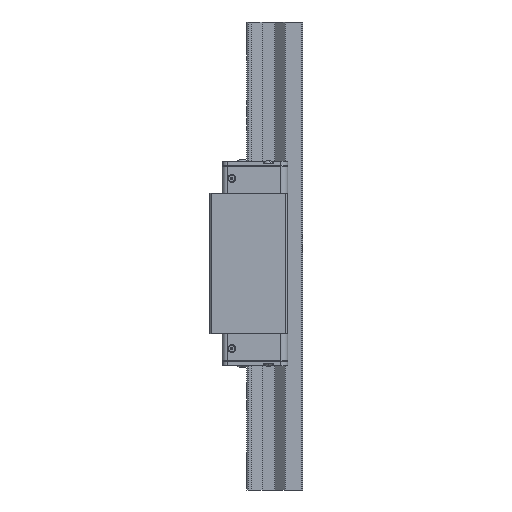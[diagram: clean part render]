
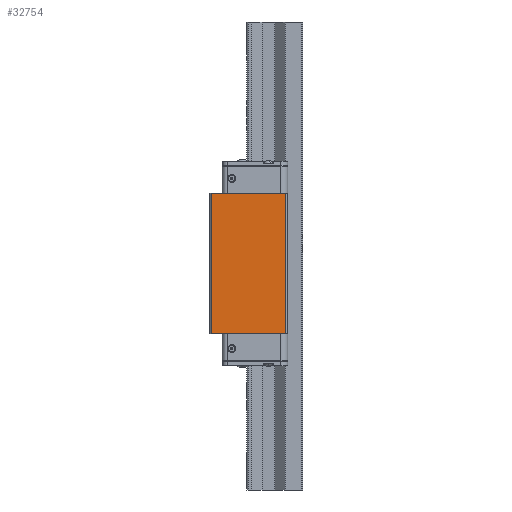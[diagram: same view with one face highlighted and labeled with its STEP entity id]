
A CAD part, left-side view. The second image highlights one B-rep face of the part: STEP entity #32754.
In plain terms, the highlighted planar face has unit normal (-1, 0, 0).
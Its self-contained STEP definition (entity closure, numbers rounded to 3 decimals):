
#1251 = ORIENTED_EDGE ( 'NONE', *, *, #5448, .T. ) ;
#2364 = ORIENTED_EDGE ( 'NONE', *, *, #26415, .T. ) ;
#3286 = CARTESIAN_POINT ( 'NONE',  ( -50., -125., 7.15 ) ) ;
#4231 = EDGE_CURVE ( 'NONE', #45621, #27848, #52752, .T. ) ;
#5354 = CARTESIAN_POINT ( 'NONE',  ( -50., -60., 7.15 ) ) ;
#5448 = EDGE_CURVE ( 'NONE', #41670, #40172, #14874, .T. ) ;
#5851 = LINE ( 'NONE', #23114, #26964 ) ;
#10424 = EDGE_CURVE ( 'NONE', #45621, #41670, #12697, .T. ) ;
#10539 = EDGE_LOOP ( 'NONE', ( #51248, #38918, #1251, #2364 ) ) ;
#11756 = DIRECTION ( 'NONE',  ( 0., 1., 0. ) ) ;
#12278 = CARTESIAN_POINT ( 'NONE',  ( -50., 60., -56.45 ) ) ;
#12697 = LINE ( 'NONE', #23156, #35168 ) ;
#14874 = LINE ( 'NONE', #3286, #36036 ) ;
#23114 = CARTESIAN_POINT ( 'NONE',  ( -50., 60., 7.15 ) ) ;
#23156 = CARTESIAN_POINT ( 'NONE',  ( -50., -60., 7.15 ) ) ;
#23337 = CARTESIAN_POINT ( 'NONE',  ( -50., -125., 7.15 ) ) ;
#23918 = CARTESIAN_POINT ( 'NONE',  ( -50., 60., 7.15 ) ) ;
#25723 = AXIS2_PLACEMENT_3D ( 'NONE', #23337, #52980, #27566 ) ;
#26415 = EDGE_CURVE ( 'NONE', #40172, #27848, #5851, .T. ) ;
#26964 = VECTOR ( 'NONE', #27345, 1000. ) ;
#27345 = DIRECTION ( 'NONE',  ( 0., 0., -1. ) ) ;
#27389 = DIRECTION ( 'NONE',  ( 0., 0., 1. ) ) ;
#27566 = DIRECTION ( 'NONE',  ( 0., 0., 1. ) ) ;
#27848 = VERTEX_POINT ( 'NONE', #12278 ) ;
#30304 = DIRECTION ( 'NONE',  ( 0., 1., 0. ) ) ;
#32754 = ADVANCED_FACE ( 'NONE', ( #46443 ), #44453, .T. ) ;
#35168 = VECTOR ( 'NONE', #27389, 1000. ) ;
#36036 = VECTOR ( 'NONE', #11756, 1000. ) ;
#38918 = ORIENTED_EDGE ( 'NONE', *, *, #10424, .T. ) ;
#40172 = VERTEX_POINT ( 'NONE', #23918 ) ;
#41482 = VECTOR ( 'NONE', #30304, 1000. ) ;
#41670 = VERTEX_POINT ( 'NONE', #5354 ) ;
#44453 = PLANE ( 'NONE',  #25723 ) ;
#45621 = VERTEX_POINT ( 'NONE', #51457 ) ;
#46443 = FACE_OUTER_BOUND ( 'NONE', #10539, .T. ) ;
#47401 = CARTESIAN_POINT ( 'NONE',  ( -50., -125., -56.45 ) ) ;
#51248 = ORIENTED_EDGE ( 'NONE', *, *, #4231, .F. ) ;
#51457 = CARTESIAN_POINT ( 'NONE',  ( -50., -60., -56.45 ) ) ;
#52752 = LINE ( 'NONE', #47401, #41482 ) ;
#52980 = DIRECTION ( 'NONE',  ( -1., 0., 0. ) ) ;
